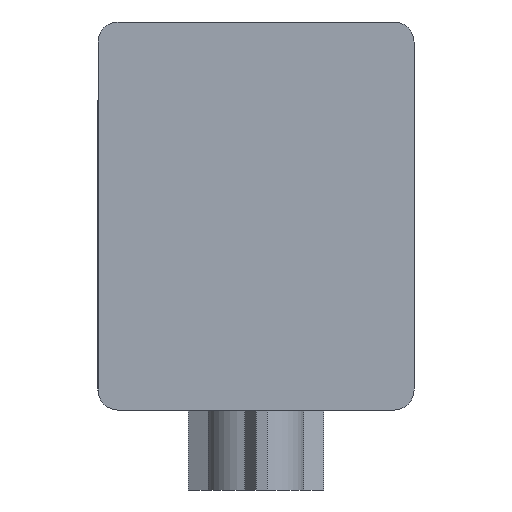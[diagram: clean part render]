
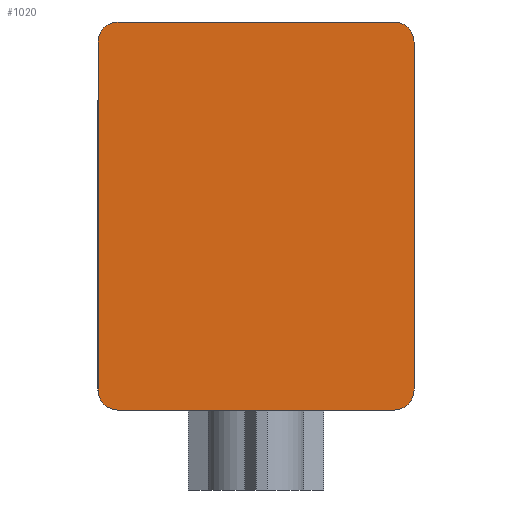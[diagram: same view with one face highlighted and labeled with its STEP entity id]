
A CAD part, left-side view. The second image highlights one B-rep face of the part: STEP entity #1020.
In plain terms, the highlighted planar face has unit normal (-1, 0, 0).
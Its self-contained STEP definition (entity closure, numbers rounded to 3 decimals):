
#610=CARTESIAN_POINT('',(-9.95,3.45,9.7));
#611=VERTEX_POINT('',#610);
#618=CARTESIAN_POINT('',(-9.95,-3.45,9.7));
#619=VERTEX_POINT('',#618);
#620=CARTESIAN_POINT('',(-9.95,3.45,9.7));
#621=DIRECTION('',(0.0,-1.0,0.0));
#622=VECTOR('',#621,6.9);
#623=LINE('',#620,#622);
#624=EDGE_CURVE('',#611,#619,#623,.T.);
#767=CARTESIAN_POINT('',(-9.95,-3.95,9.2));
#768=VERTEX_POINT('',#767);
#775=CARTESIAN_POINT('',(-9.95,-3.95,0.5));
#776=VERTEX_POINT('',#775);
#777=CARTESIAN_POINT('',(-9.95,-3.95,9.2));
#778=DIRECTION('',(0.0,0.0,-1.0));
#779=VECTOR('',#778,8.7);
#780=LINE('',#777,#779);
#781=EDGE_CURVE('',#768,#776,#780,.T.);
#852=CARTESIAN_POINT('',(-9.95,-3.45,0.0));
#853=VERTEX_POINT('',#852);
#854=CARTESIAN_POINT('',(-9.95,-3.45,0.5));
#855=DIRECTION('',(1.0,0.0,0.0));
#856=DIRECTION('',(0.0,-1.0,0.0));
#857=AXIS2_PLACEMENT_3D('',#854,#855,#856);
#858=CIRCLE('',#857,0.5);
#859=EDGE_CURVE('',#776,#853,#858,.T.);
#877=CARTESIAN_POINT('',(-9.95,3.45,0.0));
#878=VERTEX_POINT('',#877);
#879=CARTESIAN_POINT('',(-9.95,-3.45,0.0));
#880=DIRECTION('',(0.0,1.0,0.0));
#881=VECTOR('',#880,6.9);
#882=LINE('',#879,#881);
#883=EDGE_CURVE('',#853,#878,#882,.T.);
#931=CARTESIAN_POINT('',(-9.95,3.95,0.5));
#932=VERTEX_POINT('',#931);
#933=CARTESIAN_POINT('',(-9.95,3.45,0.5));
#934=DIRECTION('',(1.0,0.0,0.0));
#935=DIRECTION('',(0.0,0.0,-1.0));
#936=AXIS2_PLACEMENT_3D('',#933,#934,#935);
#937=CIRCLE('',#936,0.5);
#938=EDGE_CURVE('',#878,#932,#937,.T.);
#963=CARTESIAN_POINT('',(-9.95,3.95,9.2));
#964=VERTEX_POINT('',#963);
#965=CARTESIAN_POINT('',(-9.95,3.95,0.5));
#966=DIRECTION('',(0.0,0.0,1.0));
#967=VECTOR('',#966,8.7);
#968=LINE('',#965,#967);
#969=EDGE_CURVE('',#932,#964,#968,.T.);
#987=CARTESIAN_POINT('',(-9.95,3.45,9.2));
#988=DIRECTION('',(1.0,0.0,0.0));
#989=DIRECTION('',(0.0,1.0,0.0));
#990=AXIS2_PLACEMENT_3D('',#987,#988,#989);
#991=CIRCLE('',#990,0.5);
#992=EDGE_CURVE('',#964,#611,#991,.T.);
#999=CARTESIAN_POINT('',(-9.95,-4.345,-0.485));
#1000=DIRECTION('',(1.0,0.0,0.0));
#1001=DIRECTION('',(0.0,1.0,0.0));
#1002=AXIS2_PLACEMENT_3D('',#999,#1000,#1001);
#1003=PLANE('',#1002);
#1004=ORIENTED_EDGE('',*,*,#624,.F.);
#1005=ORIENTED_EDGE('',*,*,#992,.F.);
#1006=ORIENTED_EDGE('',*,*,#969,.F.);
#1007=ORIENTED_EDGE('',*,*,#938,.F.);
#1008=ORIENTED_EDGE('',*,*,#883,.F.);
#1009=ORIENTED_EDGE('',*,*,#859,.F.);
#1010=ORIENTED_EDGE('',*,*,#781,.F.);
#1011=CARTESIAN_POINT('',(-9.95,-3.45,9.2));
#1012=DIRECTION('',(1.0,0.0,0.0));
#1013=DIRECTION('',(0.0,0.0,1.0));
#1014=AXIS2_PLACEMENT_3D('',#1011,#1012,#1013);
#1015=CIRCLE('',#1014,0.5);
#1016=EDGE_CURVE('',#619,#768,#1015,.T.);
#1017=ORIENTED_EDGE('',*,*,#1016,.F.);
#1018=EDGE_LOOP('',(#1004,#1005,#1006,#1007,#1008,#1009,#1010,#1017));
#1019=FACE_OUTER_BOUND('',#1018,.T.);
#1020=ADVANCED_FACE('',(#1019),#1003,.F.);
